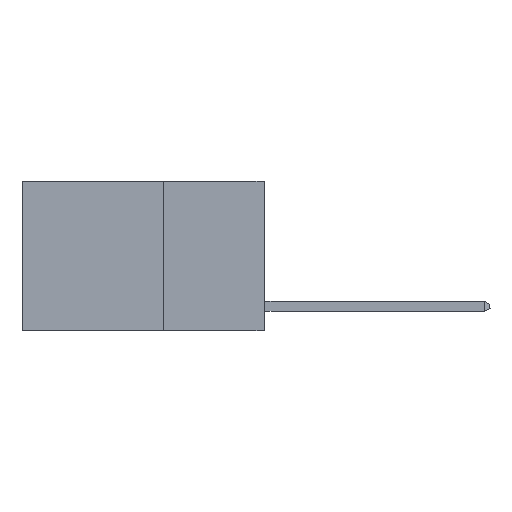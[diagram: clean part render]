
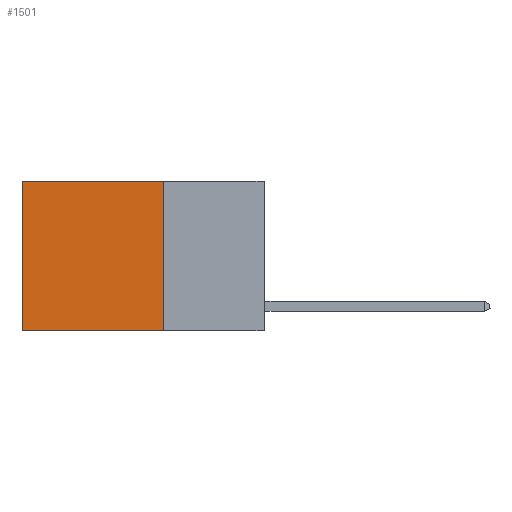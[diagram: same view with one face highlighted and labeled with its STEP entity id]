
A CAD part, left-side view. The second image highlights one B-rep face of the part: STEP entity #1501.
In plain terms, the highlighted planar face has unit normal (-1, 0, 0).
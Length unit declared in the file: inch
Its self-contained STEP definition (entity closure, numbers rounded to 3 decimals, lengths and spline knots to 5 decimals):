
#208 = PLANE ( 'NONE',  #2375 ) ;
#325 = CARTESIAN_POINT ( 'NONE',  ( 0.2625, 0.6, -0.37 ) ) ;
#617 = DIRECTION ( 'NONE',  ( 0., 0., -1. ) ) ;
#1151 = DIRECTION ( 'NONE',  ( 0., 1., 0. ) ) ;
#1158 = CARTESIAN_POINT ( 'NONE',  ( 0.2625, 0.25, 0. ) ) ;
#1264 = VERTEX_POINT ( 'NONE', #12753 ) ;
#1411 = EDGE_CURVE ( 'NONE', #12553, #6792, #2420, .T. ) ;
#1501 = ADVANCED_FACE ( 'NONE', ( #11076 ), #208, .F. ) ;
#2143 = CARTESIAN_POINT ( 'NONE',  ( 0.2625, 0.25, 0. ) ) ;
#2375 = AXIS2_PLACEMENT_3D ( 'NONE', #1158, #5501, #9873 ) ;
#2420 = LINE ( 'NONE', #13248, #2638 ) ;
#2518 = VECTOR ( 'NONE', #7742, 39.37008 ) ;
#2638 = VECTOR ( 'NONE', #6513, 39.37008 ) ;
#2834 = CARTESIAN_POINT ( 'NONE',  ( 0.2625, 0.6, 0. ) ) ;
#3459 = EDGE_CURVE ( 'NONE', #1264, #6792, #7350, .T. ) ;
#4060 = EDGE_CURVE ( 'NONE', #10717, #12553, #14002, .T. ) ;
#4064 = CARTESIAN_POINT ( 'NONE',  ( 0.2625, 0.25, 0. ) ) ;
#4434 = LINE ( 'NONE', #2143, #13960 ) ;
#5501 = DIRECTION ( 'NONE',  ( 1., 0., 0. ) ) ;
#5983 = ORIENTED_EDGE ( 'NONE', *, *, #13809, .T. ) ;
#6513 = DIRECTION ( 'NONE',  ( 0., 1., 0. ) ) ;
#6792 = VERTEX_POINT ( 'NONE', #325 ) ;
#7350 = LINE ( 'NONE', #2834, #10929 ) ;
#7742 = DIRECTION ( 'NONE',  ( 0., 0., -1. ) ) ;
#7874 = EDGE_LOOP ( 'NONE', ( #13206, #10226, #9781, #5983 ) ) ;
#8558 = CARTESIAN_POINT ( 'NONE',  ( 0.2625, 0.25, 0. ) ) ;
#9424 = CARTESIAN_POINT ( 'NONE',  ( 0.2625, 0.25, -0.37 ) ) ;
#9781 = ORIENTED_EDGE ( 'NONE', *, *, #4060, .F. ) ;
#9873 = DIRECTION ( 'NONE',  ( 0., 0., -1. ) ) ;
#10226 = ORIENTED_EDGE ( 'NONE', *, *, #1411, .F. ) ;
#10717 = VERTEX_POINT ( 'NONE', #4064 ) ;
#10929 = VECTOR ( 'NONE', #617, 39.37008 ) ;
#11076 = FACE_OUTER_BOUND ( 'NONE', #7874, .T. ) ;
#12553 = VERTEX_POINT ( 'NONE', #9424 ) ;
#12753 = CARTESIAN_POINT ( 'NONE',  ( 0.2625, 0.6, 0. ) ) ;
#13206 = ORIENTED_EDGE ( 'NONE', *, *, #3459, .T. ) ;
#13248 = CARTESIAN_POINT ( 'NONE',  ( 0.2625, 0.25, -0.37 ) ) ;
#13809 = EDGE_CURVE ( 'NONE', #10717, #1264, #4434, .T. ) ;
#13960 = VECTOR ( 'NONE', #1151, 39.37008 ) ;
#14002 = LINE ( 'NONE', #8558, #2518 ) ;
